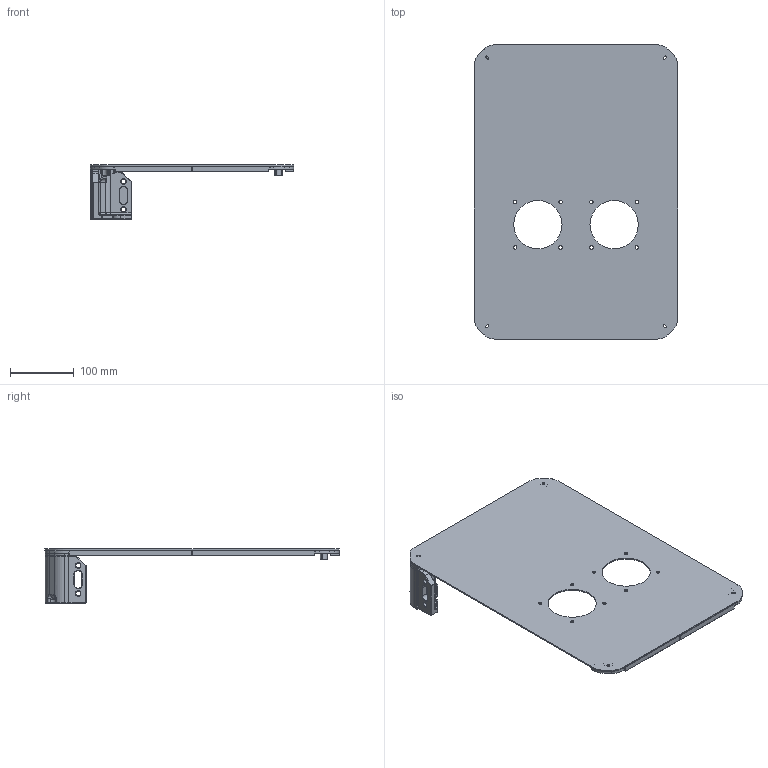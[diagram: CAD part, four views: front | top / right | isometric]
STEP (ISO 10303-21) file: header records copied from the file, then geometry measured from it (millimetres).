
FILE_DESCRIPTION(/* description */ (''),/* implementation_level */ '2;1');
FILE_NAME(/* name */ 'Magnetic Backpack Cover.step',/* time_stamp */ '2022-01-29T00:11:57-05:00',/* author */ (''),/* organization */ (''),/* preprocessor_version */ 'ST-DEVELOPER v18.1',/* originating_system */ 'Autodesk Translation Framework v10.13.0.1454',/* authorisation */ '');
FILE_SCHEMA (('AUTOMOTIVE_DESIGN { 1 0 10303 214 3 1 1 }'));
Length unit declared in the file: millimetre
Products named in the file (10): Magnetic Rear Cover; Back Cover; electronics_box_corner; Stock Corner; Magnet base; Component4; Spacers; Cover Clips; Cover Clip (1); Cover Clip
Assembly tree (11 placements, depth 3):
  Magnetic Rear Cover
    Back Cover
    electronics_box_corner
      Stock Corner
    Magnet base
    Component4
    Spacers
    Cover Clips
      Cover Clip  x3
      Cover Clip (1)
Bounding box: 320 x 463 x 85 mm (x, y, z)
Volume: 456114 mm3; surface area: 345523.8 mm2
Topology: 11 solids, 11 shells, 800 faces, 2307 edges, 1518 vertices
Faces by surface type: plane 354, cone 166, cylinder 127, bspline 123, torus 18, sphere 12
Full cylindrical faces by diameter (mm): 3.4 x1, 4.7 x4, 5 x1, 5.5 x8, 6 x16, 7.671 x6, 8 x2, 76 x2
Entity records: 38636 total; most frequent: CARTESIAN_POINT 22130, ORIENTED_EDGE 3804, DIRECTION 2793, EDGE_CURVE 1902, VERTEX_POINT 1280, LINE 957, VECTOR 957, AXIS2_PLACEMENT_3D 918
